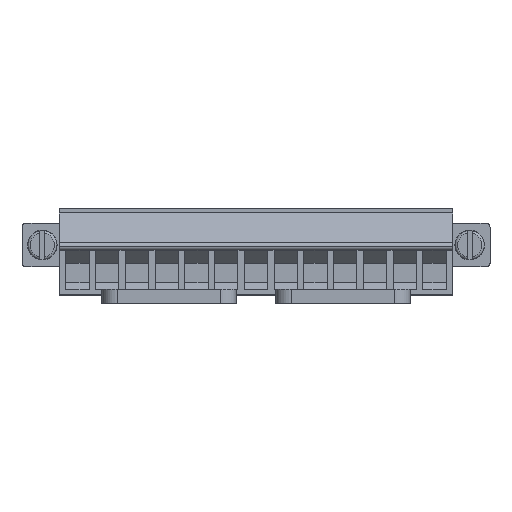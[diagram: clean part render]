
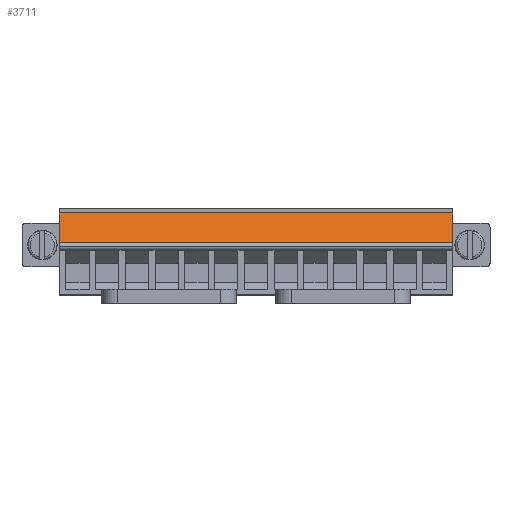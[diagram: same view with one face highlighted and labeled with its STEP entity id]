
A CAD part, top view. The second image highlights one B-rep face of the part: STEP entity #3711.
In plain terms, the highlighted planar face has unit normal (0, 0.359, 0.933).
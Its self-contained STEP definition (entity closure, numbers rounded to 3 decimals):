
#3698=AXIS2_PLACEMENT_3D('Plane Axis2P3D',#3695,#3696,#3697) ;
#3506=CARTESIAN_POINT('Vertex',(4.8,7.83,14.85)) ;
#3509=CARTESIAN_POINT('Line Origine',(4.8,9.715,14.125)) ;
#3513=CARTESIAN_POINT('Vertex',(4.8,11.6,13.4)) ;
#3600=CARTESIAN_POINT('Vertex',(55.12,11.6,13.4)) ;
#3603=CARTESIAN_POINT('Line Origine',(55.12,9.715,14.125)) ;
#3607=CARTESIAN_POINT('Vertex',(55.12,7.83,14.85)) ;
#3683=CARTESIAN_POINT('Line Origine',(29.96,11.6,13.4)) ;
#3695=CARTESIAN_POINT('Axis2P3D Location',(4.8,7.83,14.85)) ;
#3700=CARTESIAN_POINT('Line Origine',(29.96,7.83,14.85)) ;
#3510=DIRECTION('Vector Direction',(0.,0.933,-0.359)) ;
#3604=DIRECTION('Vector Direction',(0.,0.933,-0.359)) ;
#3684=DIRECTION('Vector Direction',(1.,0.,0.)) ;
#3696=DIRECTION('Axis2P3D Direction',(0.,-0.359,-0.933)) ;
#3697=DIRECTION('Axis2P3D XDirection',(0.,0.933,-0.359)) ;
#3701=DIRECTION('Vector Direction',(1.,0.,0.)) ;
#3511=VECTOR('Line Direction',#3510,1.) ;
#3605=VECTOR('Line Direction',#3604,1.) ;
#3685=VECTOR('Line Direction',#3684,1.) ;
#3702=VECTOR('Line Direction',#3701,1.) ;
#3706=ORIENTED_EDGE('',*,*,#3609,.T.) ;
#3707=ORIENTED_EDGE('',*,*,#3687,.F.) ;
#3708=ORIENTED_EDGE('',*,*,#3515,.T.) ;
#3709=ORIENTED_EDGE('',*,*,#3704,.T.) ;
#3711=ADVANCED_FACE('HOUSING',(#3710),#3699,.F.) ;
#3515=EDGE_CURVE('',#3514,#3507,#3512,.F.) ;
#3609=EDGE_CURVE('',#3608,#3601,#3606,.T.) ;
#3687=EDGE_CURVE('',#3514,#3601,#3686,.T.) ;
#3704=EDGE_CURVE('',#3507,#3608,#3703,.T.) ;
#3705=EDGE_LOOP('',(#3706,#3707,#3708,#3709)) ;
#3710=FACE_OUTER_BOUND('',#3705,.T.) ;
#3512=LINE('Line',#3509,#3511) ;
#3606=LINE('Line',#3603,#3605) ;
#3686=LINE('Line',#3683,#3685) ;
#3703=LINE('Line',#3700,#3702) ;
#3699=PLANE('',#3698) ;
#3507=VERTEX_POINT('',#3506) ;
#3514=VERTEX_POINT('',#3513) ;
#3601=VERTEX_POINT('',#3600) ;
#3608=VERTEX_POINT('',#3607) ;
